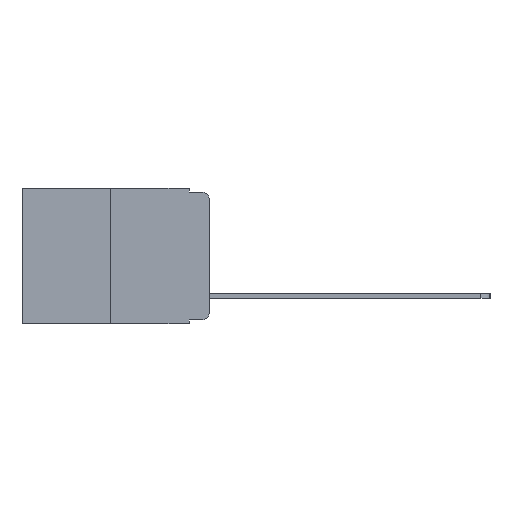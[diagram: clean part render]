
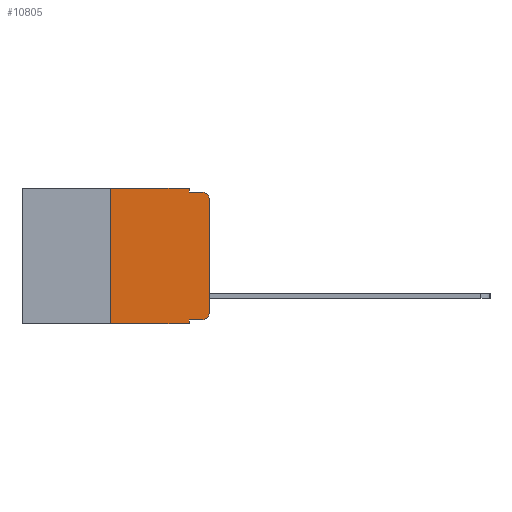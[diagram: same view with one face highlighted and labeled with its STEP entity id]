
A CAD part, left-side view. The second image highlights one B-rep face of the part: STEP entity #10805.
In plain terms, the highlighted planar face has unit normal (-1, 0, 0).
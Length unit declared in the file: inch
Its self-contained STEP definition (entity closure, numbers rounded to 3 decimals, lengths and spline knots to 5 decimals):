
#8 = DIRECTION ( 'NONE',  ( 0., 0., -1. ) ) ;
#229 = CARTESIAN_POINT ( 'NONE',  ( 0., 0.051, 0. ) ) ;
#253 = CARTESIAN_POINT ( 'NONE',  ( 0., 0.02, -0.01 ) ) ;
#295 = VERTEX_POINT ( 'NONE', #2080 ) ;
#457 = ORIENTED_EDGE ( 'NONE', *, *, #2366, .T. ) ;
#780 = ORIENTED_EDGE ( 'NONE', *, *, #4659, .F. ) ;
#810 = LINE ( 'NONE', #11577, #5732 ) ;
#854 = LINE ( 'NONE', #3187, #5761 ) ;
#895 = VERTEX_POINT ( 'NONE', #6399 ) ;
#947 = VERTEX_POINT ( 'NONE', #3316 ) ;
#950 = VECTOR ( 'NONE', #3397, 39.37008 ) ;
#989 = CARTESIAN_POINT ( 'NONE',  ( 0., 0., -0.313 ) ) ;
#1133 = VECTOR ( 'NONE', #2145, 39.37008 ) ;
#1584 = CARTESIAN_POINT ( 'NONE',  ( 0., 0.02, -0.03 ) ) ;
#2080 = CARTESIAN_POINT ( 'NONE',  ( 0., 0.051, -0.343 ) ) ;
#2145 = DIRECTION ( 'NONE',  ( 0., -1., 0. ) ) ;
#2356 = CARTESIAN_POINT ( 'NONE',  ( 0., 0.051, 0. ) ) ;
#2366 = EDGE_CURVE ( 'NONE', #895, #5294, #854, .T. ) ;
#2606 = ORIENTED_EDGE ( 'NONE', *, *, #4365, .F. ) ;
#2641 = DIRECTION ( 'NONE',  ( 0., 0., -1. ) ) ;
#2925 = ORIENTED_EDGE ( 'NONE', *, *, #4030, .F. ) ;
#3093 = LINE ( 'NONE', #7064, #5285 ) ;
#3187 = CARTESIAN_POINT ( 'NONE',  ( 0., 0.051, -0.333 ) ) ;
#3316 = CARTESIAN_POINT ( 'NONE',  ( 0., 0., -0.03 ) ) ;
#3392 = CARTESIAN_POINT ( 'NONE',  ( 0., 0.02, -0.313 ) ) ;
#3397 = DIRECTION ( 'NONE',  ( 0., 0., -1. ) ) ;
#3560 = DIRECTION ( 'NONE',  ( 0., -1., 0. ) ) ;
#3571 = PLANE ( 'NONE',  #10146 ) ;
#3630 = EDGE_CURVE ( 'NONE', #8051, #947, #810, .T. ) ;
#3678 = VERTEX_POINT ( 'NONE', #229 ) ;
#3823 = DIRECTION ( 'NONE',  ( 0., 0., 1. ) ) ;
#4030 = EDGE_CURVE ( 'NONE', #10403, #5520, #5987, .T. ) ;
#4236 = EDGE_LOOP ( 'NONE', ( #6372, #6925, #2925, #780, #6786, #7577, #11330, #2606, #457, #10131 ) ) ;
#4343 = CARTESIAN_POINT ( 'NONE',  ( 0., 0.25, 0. ) ) ;
#4365 = EDGE_CURVE ( 'NONE', #895, #295, #6794, .T. ) ;
#4430 = DIRECTION ( 'NONE',  ( 0., 0., 1. ) ) ;
#4531 = DIRECTION ( 'NONE',  ( 1., 0., 0. ) ) ;
#4659 = EDGE_CURVE ( 'NONE', #3678, #10403, #8344, .T. ) ;
#4705 = VECTOR ( 'NONE', #11725, 39.37008 ) ;
#4745 = EDGE_CURVE ( 'NONE', #10783, #9835, #3093, .T. ) ;
#4813 = EDGE_CURVE ( 'NONE', #10783, #295, #9493, .T. ) ;
#4955 = CARTESIAN_POINT ( 'NONE',  ( 0., 0.473, 0. ) ) ;
#5285 = VECTOR ( 'NONE', #4430, 39.37008 ) ;
#5294 = VERTEX_POINT ( 'NONE', #7619 ) ;
#5520 = VERTEX_POINT ( 'NONE', #253 ) ;
#5732 = VECTOR ( 'NONE', #3823, 39.37008 ) ;
#5761 = VECTOR ( 'NONE', #10796, 39.37008 ) ;
#5966 = FACE_OUTER_BOUND ( 'NONE', #4236, .T. ) ;
#5987 = LINE ( 'NONE', #7643, #1133 ) ;
#5996 = DIRECTION ( 'NONE',  ( -1., 0., 0. ) ) ;
#6003 = CARTESIAN_POINT ( 'NONE',  ( 0., 0.051, -0.01 ) ) ;
#6231 = CARTESIAN_POINT ( 'NONE',  ( 0., 0.25, -0.343 ) ) ;
#6269 = CARTESIAN_POINT ( 'NONE',  ( 0., 0.473, 0. ) ) ;
#6372 = ORIENTED_EDGE ( 'NONE', *, *, #3630, .T. ) ;
#6399 = CARTESIAN_POINT ( 'NONE',  ( 0., 0.051, -0.333 ) ) ;
#6475 = CIRCLE ( 'NONE', #11270, 0.02 ) ;
#6638 = DIRECTION ( 'NONE',  ( 0., 0., -1. ) ) ;
#6645 = EDGE_CURVE ( 'NONE', #947, #5520, #6475, .T. ) ;
#6786 = ORIENTED_EDGE ( 'NONE', *, *, #11040, .F. ) ;
#6794 = LINE ( 'NONE', #11607, #7079 ) ;
#6925 = ORIENTED_EDGE ( 'NONE', *, *, #6645, .T. ) ;
#7064 = CARTESIAN_POINT ( 'NONE',  ( 0., 0.25, 0. ) ) ;
#7079 = VECTOR ( 'NONE', #6638, 39.37008 ) ;
#7207 = AXIS2_PLACEMENT_3D ( 'NONE', #3392, #5996, #8 ) ;
#7308 = EDGE_CURVE ( 'NONE', #5294, #8051, #9569, .T. ) ;
#7577 = ORIENTED_EDGE ( 'NONE', *, *, #4745, .F. ) ;
#7619 = CARTESIAN_POINT ( 'NONE',  ( 0., 0.02, -0.333 ) ) ;
#7643 = CARTESIAN_POINT ( 'NONE',  ( 0., 0.051, -0.01 ) ) ;
#7957 = CARTESIAN_POINT ( 'NONE',  ( 0., 0.473, -0.343 ) ) ;
#8044 = DIRECTION ( 'NONE',  ( -1., 0., 0. ) ) ;
#8051 = VERTEX_POINT ( 'NONE', #989 ) ;
#8344 = LINE ( 'NONE', #2356, #950 ) ;
#9224 = VECTOR ( 'NONE', #3560, 39.37008 ) ;
#9493 = LINE ( 'NONE', #7957, #9224 ) ;
#9569 = CIRCLE ( 'NONE', #7207, 0.02 ) ;
#9835 = VERTEX_POINT ( 'NONE', #4343 ) ;
#10131 = ORIENTED_EDGE ( 'NONE', *, *, #7308, .T. ) ;
#10146 = AXIS2_PLACEMENT_3D ( 'NONE', #6269, #4531, #10422 ) ;
#10403 = VERTEX_POINT ( 'NONE', #6003 ) ;
#10422 = DIRECTION ( 'NONE',  ( 0., 0., -1. ) ) ;
#10783 = VERTEX_POINT ( 'NONE', #6231 ) ;
#10796 = DIRECTION ( 'NONE',  ( 0., -1., 0. ) ) ;
#10805 = ADVANCED_FACE ( 'NONE', ( #5966 ), #3571, .F. ) ;
#11040 = EDGE_CURVE ( 'NONE', #9835, #3678, #11434, .T. ) ;
#11270 = AXIS2_PLACEMENT_3D ( 'NONE', #1584, #8044, #2641 ) ;
#11330 = ORIENTED_EDGE ( 'NONE', *, *, #4813, .T. ) ;
#11434 = LINE ( 'NONE', #4955, #4705 ) ;
#11577 = CARTESIAN_POINT ( 'NONE',  ( 0., 0., 0. ) ) ;
#11607 = CARTESIAN_POINT ( 'NONE',  ( 0., 0.051, 0. ) ) ;
#11725 = DIRECTION ( 'NONE',  ( 0., -1., 0. ) ) ;
